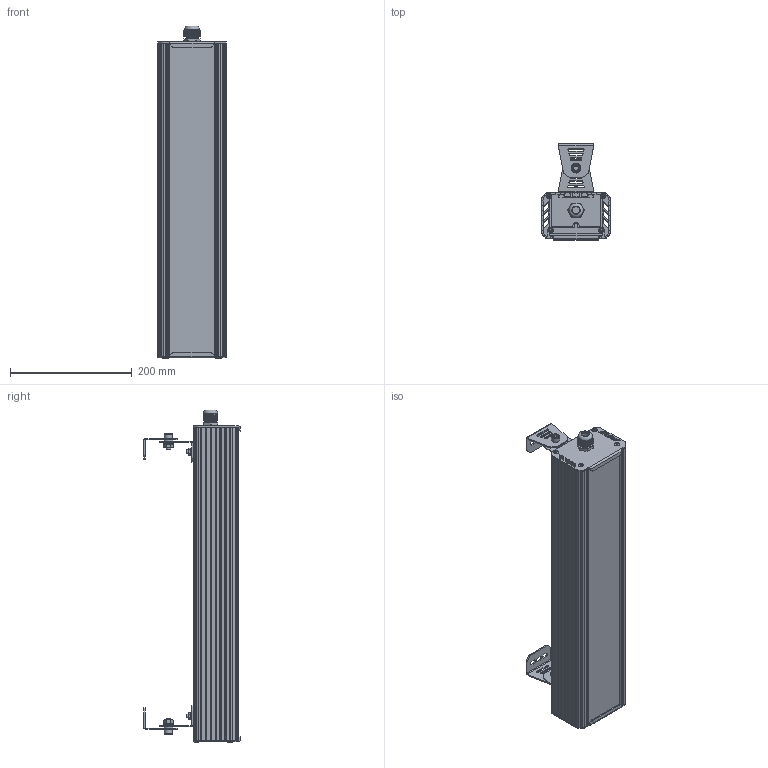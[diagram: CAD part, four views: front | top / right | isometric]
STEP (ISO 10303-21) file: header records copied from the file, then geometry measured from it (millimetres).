
FILE_DESCRIPTION(('STEP AP214'), '1');
FILE_NAME('001.0070.43.000 - ÃÑÏ-Ïðèìà-Îïòèê-70', '2023-09-24T13:41:48', (''), (''), 'C3D Converter', 'C3D Toolkit', '');
FILE_SCHEMA(('AUTOMOTIVE_DESIGN { 1 0 10303 214 3 1 1}'));
Length unit declared in the file: millimetre
Products named in the file (31): 001.0070.43.000; 001.0065.01.000
Assembly tree (58 placements, depth 4):
  001.0070.43.000
    (unnamed)
      (unnamed)
      (unnamed)
      (unnamed)  x4
      (unnamed)
      (unnamed)  x4
      (unnamed)
      (unnamed)
      (unnamed)
      (unnamed)  x7
        (unnamed)
        (unnamed)
        (unnamed)
        (unnamed)
        (unnamed)
        (unnamed)
        (unnamed)
        (unnamed)
        (unnamed)
        (unnamed)
    001.0065.01.000  x2
      (unnamed)
      (unnamed)
      (unnamed)
      (unnamed)
      (unnamed)
      (unnamed)
      (unnamed)
      (unnamed)
      (unnamed)
Bounding box: 112.19 x 158.42 x 546 mm (x, y, z)
Volume: 1125332.8 mm3; surface area: 921560.4 mm2
Topology: 279 solids, 279 shells, 4583 faces, 11102 edges, 7445 vertices
Faces by surface type: plane 2994, cylinder 1268, cone 166, bspline 124, sphere 21, torus 10
Full cylindrical faces by diameter (mm): 1 x21, 2 x14, 2.5 x28, 2.8 x175, 3.2 x21, 3.5 x42, 4 x8, 6 x4, 6.375 x2, 8 x12, 8.5 x8, 9 x91, 12 x3, 12.5 x1, 13.333 x2, 16 x4, 18.5 x3, 20 x1, 23.5 x1
Entity records: 114770 total; most frequent: CARTESIAN_POINT 40336, DIRECTION 9954, ORIENTED_EDGE 9670, EDGE_CURVE 4835, COLOUR_RGB 4329, PRESENTATION_STYLE_ASSIGNMENT 4329, AXIS2_PLACEMENT_3D 3554, CURVE_STYLE 3450
